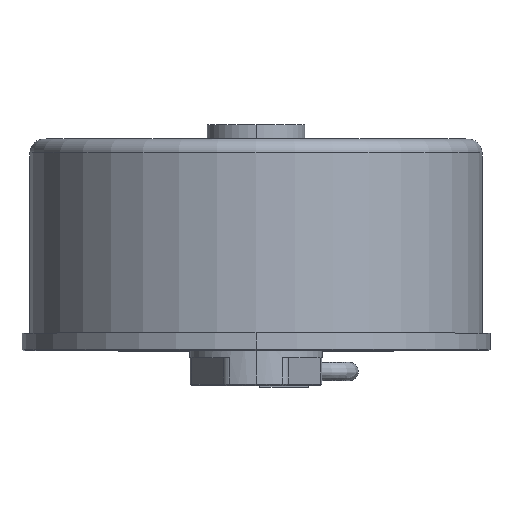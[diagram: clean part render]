
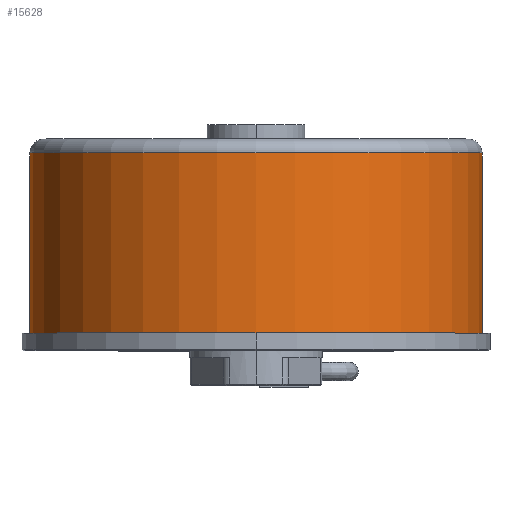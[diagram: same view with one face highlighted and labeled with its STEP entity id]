
A CAD part, top view. The second image highlights one B-rep face of the part: STEP entity #15628.
In plain terms, the highlighted cylindrical face has radius 32.36 mm (diameter 64.72 mm), a partial arc.
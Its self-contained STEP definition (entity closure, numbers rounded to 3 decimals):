
#75 = CARTESIAN_POINT ( 'NONE',  ( -36.468, 14.088, 85.469 ) ) ;
#287 = VECTOR ( 'NONE', #6344, 1000. ) ;
#413 = EDGE_CURVE ( 'NONE', #2378, #11035, #21989, .T. ) ;
#495 = CIRCLE ( 'NONE', #19320, 32.36 ) ;
#2270 = VERTEX_POINT ( 'NONE', #3744 ) ;
#2378 = VERTEX_POINT ( 'NONE', #25376 ) ;
#2902 = EDGE_CURVE ( 'NONE', #2270, #2378, #11607, .T. ) ;
#3744 = CARTESIAN_POINT ( 'NONE',  ( 28.252, -11.712, 85.469 ) ) ;
#3857 = ORIENTED_EDGE ( 'NONE', *, *, #2902, .T. ) ;
#4180 = CARTESIAN_POINT ( 'NONE',  ( -4.108, 14.088, 85.469 ) ) ;
#4821 = LINE ( 'NONE', #6687, #29037 ) ;
#6344 = DIRECTION ( 'NONE',  ( 0., 1., 0. ) ) ;
#6655 = ORIENTED_EDGE ( 'NONE', *, *, #413, .T. ) ;
#6662 = DIRECTION ( 'NONE',  ( 1., 0., 0. ) ) ;
#6687 = CARTESIAN_POINT ( 'NONE',  ( -36.468, 16.088, 85.469 ) ) ;
#8659 = EDGE_CURVE ( 'NONE', #2270, #12848, #495, .T. ) ;
#9815 = AXIS2_PLACEMENT_3D ( 'NONE', #30117, #15773, #25189 ) ;
#11035 = VERTEX_POINT ( 'NONE', #75 ) ;
#11265 = CARTESIAN_POINT ( 'NONE',  ( 28.252, 16.088, 85.469 ) ) ;
#11607 = LINE ( 'NONE', #11265, #287 ) ;
#12848 = VERTEX_POINT ( 'NONE', #18520 ) ;
#13630 = DIRECTION ( 'NONE',  ( 0., -1., 0. ) ) ;
#14765 = AXIS2_PLACEMENT_3D ( 'NONE', #4180, #13630, #6662 ) ;
#15628 = ADVANCED_FACE ( 'NONE', ( #27433 ), #24877, .T. ) ;
#15773 = DIRECTION ( 'NONE',  ( 0., 1., 0. ) ) ;
#15793 = DIRECTION ( 'NONE',  ( 0., 0., -1. ) ) ;
#17823 = ORIENTED_EDGE ( 'NONE', *, *, #24960, .F. ) ;
#18520 = CARTESIAN_POINT ( 'NONE',  ( -36.468, -11.712, 85.469 ) ) ;
#19320 = AXIS2_PLACEMENT_3D ( 'NONE', #20499, #20593, #15793 ) ;
#20499 = CARTESIAN_POINT ( 'NONE',  ( -4.108, -11.712, 85.469 ) ) ;
#20593 = DIRECTION ( 'NONE',  ( 0., -1., 0. ) ) ;
#21989 = CIRCLE ( 'NONE', #14765, 32.36 ) ;
#23666 = EDGE_LOOP ( 'NONE', ( #28880, #3857, #6655, #17823 ) ) ;
#24877 = CYLINDRICAL_SURFACE ( 'NONE', #9815, 32.36 ) ;
#24960 = EDGE_CURVE ( 'NONE', #12848, #11035, #4821, .T. ) ;
#25189 = DIRECTION ( 'NONE',  ( -1., 0., 0. ) ) ;
#25376 = CARTESIAN_POINT ( 'NONE',  ( 28.252, 14.088, 85.469 ) ) ;
#27433 = FACE_OUTER_BOUND ( 'NONE', #23666, .T. ) ;
#27592 = DIRECTION ( 'NONE',  ( 0., 1., 0. ) ) ;
#28880 = ORIENTED_EDGE ( 'NONE', *, *, #8659, .F. ) ;
#29037 = VECTOR ( 'NONE', #27592, 1000. ) ;
#30117 = CARTESIAN_POINT ( 'NONE',  ( -4.108, 16.088, 85.469 ) ) ;
